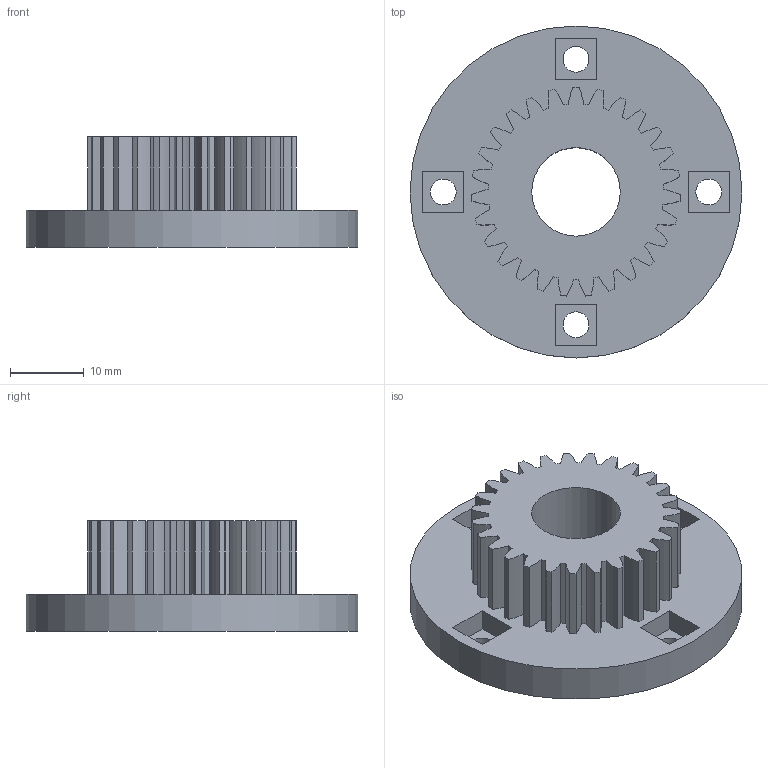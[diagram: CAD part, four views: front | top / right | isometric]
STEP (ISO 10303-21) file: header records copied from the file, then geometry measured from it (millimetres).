
FILE_DESCRIPTION(/* description */ (''),/* implementation_level */ '2;1');
FILE_NAME(/* name */ 'Spur Gear2_ipt_bd21f7a3.STEP',/* time_stamp */ '2022-06-02T14:50:41+03:00',/* author */ ('Sulieman DAHER'),/* organization */ (''),/* preprocessor_version */ 'ST-DEVELOPER v16.13',/* originating_system */ 'Autodesk Inventor 2018',/* authorisation */ '');
FILE_SCHEMA (('AUTOMOTIVE_DESIGN { 1 0 10303 214 3 1 1 }'));
Length unit declared in the file: millimetre
Products named in the file (1): Spur Gear2
Bounding box: 45 x 45 x 15 mm (x, y, z)
Volume: 11201.6 mm3; surface area: 7054.9 mm2
Topology: 2 solids, 2 shells, 139 faces, 394 edges, 263 vertices
Faces by surface type: cylinder 115, plane 24
Full cylindrical faces by diameter (mm): 3.5 x4, 12 x2, 45 x1
Entity records: 4664 total; most frequent: DIRECTION 896, CARTESIAN_POINT 788, ORIENTED_EDGE 772, EDGE_CURVE 386, AXIS2_PLACEMENT_3D 370, VERTEX_POINT 262, CIRCLE 230, EDGE_LOOP 162
